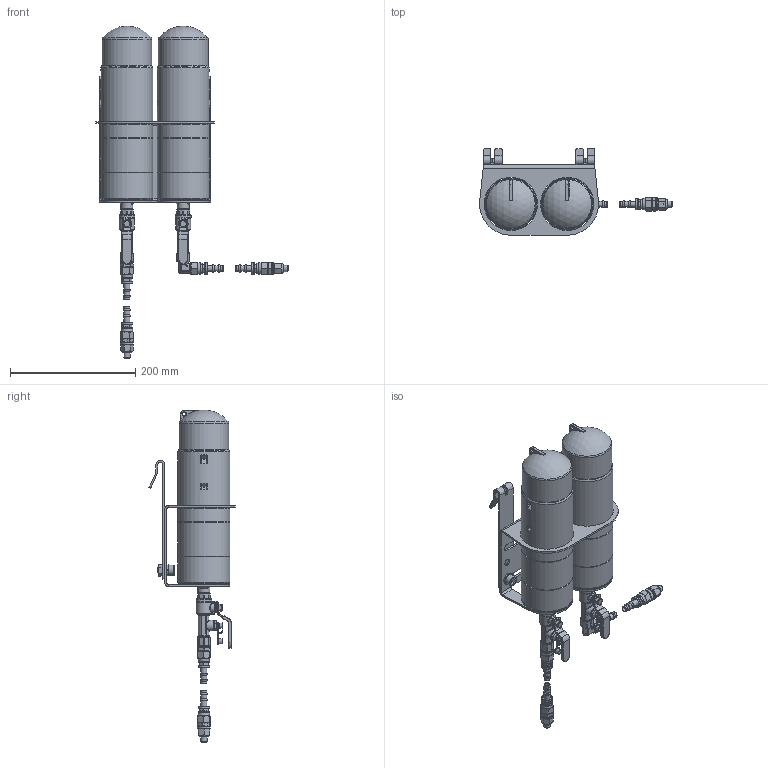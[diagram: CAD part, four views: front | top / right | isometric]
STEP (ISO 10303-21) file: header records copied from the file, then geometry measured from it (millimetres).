
FILE_DESCRIPTION(/* description */ (''),/* implementation_level */ '2;1');
FILE_NAME(/* name */ 'anmos08a_116858.stp',/* time_stamp */ '2022-08-18T13:57:06+02:00',/* author */ ('002245'),/* organization */ (''),/* preprocessor_version */ 'ST-DEVELOPER v18.1',/* originating_system */ 'Autodesk Inventor 2022',/* authorisation */ '');
FILE_SCHEMA (('CONFIG_CONTROL_DESIGN'));
Products named in the file (25): anmos08a; anmha04c; anmha04c_1; Hülse G1_4; Schweißnaht; anzma02b; DIN 127 - A 10; anmoa02b; anmoa02b_1; DIN 929 - M10 x p 1.5 - St; ISO 4762 - M10 x 16; anvsd03a; anvsd03a_1; andsk01a; anmif01a; ancap05g_250_CONTROL_Heavy_Duty_115901; anspa06a; Grundkörper Spülanschluss; anksn01a; Vverschlussstopfen Kegelschmiernippel; Verschlussstopfen Kegelschmiernippel_gebogen; anwin25b; ansta03a; annipca0; anrds10b
Assembly tree (36 placements, depth 4):
  anmos08a
    anmha04c
      anmha04c_1
      Hülse G1_4  x2
      Schweißnaht  x2
    anzma02b  x2
      DIN 127 - A 10
      anmoa02b
        anmoa02b_1
        DIN 929 - M10 x p 1.5 - St
      ISO 4762 - M10 x 16
    anvsd03a  x2
      anvsd03a_1
      andsk01a
      anmif01a
    ancap05g_250_CONTROL_Heavy_Duty_115901  x2
    anspa06a  x2
      Grundkörper Spülanschluss
      anksn01a
      Vverschlussstopfen Kegelschmiernippel
      Verschlussstopfen Kegelschmiernippel_gebogen
    annipca0  x3
    ansta03a  x4
    anrds10b  x2
    anwin25b
Bounding box: 307.89 x 138.14 x 530.53 mm (x, y, z)
Volume: 801660.3 mm3; surface area: 535257.2 mm2
Topology: 41 solids, 41 shells, 3181 faces, 7517 edges, 4488 vertices
Faces by surface type: plane 852, bspline 690, cylinder 667, cone 501, torus 332, sphere 139
Full cylindrical faces by diameter (mm): 1.9 x2, 2 x2, 5 x2, 5.6 x2, 6 x8, 7 x11, 8 x8, 8.376 x2, 9.5 x14, 10 x6, 11 x6, 11.445 x10, 12 x1, 12.1 x6, 12.2 x2, 12.5 x6, 12.751 x4, 13.1 x3, 13.157 x4, 13.5 x3, 14.25 x3, 14.288 x1, 15 x2, 16 x2, 16.6 x4, 17 x2, 18 x14, 19 x7, 19.2 x2, 20.7 x3
Entity records: 58109 total; most frequent: CARTESIAN_POINT 23301, ORIENTED_EDGE 7364, DIRECTION 6776, EDGE_CURVE 3682, AXIS2_PLACEMENT_3D 2880, VERTEX_POINT 2221, EDGE_LOOP 1677, FACE_OUTER_BOUND 1559
